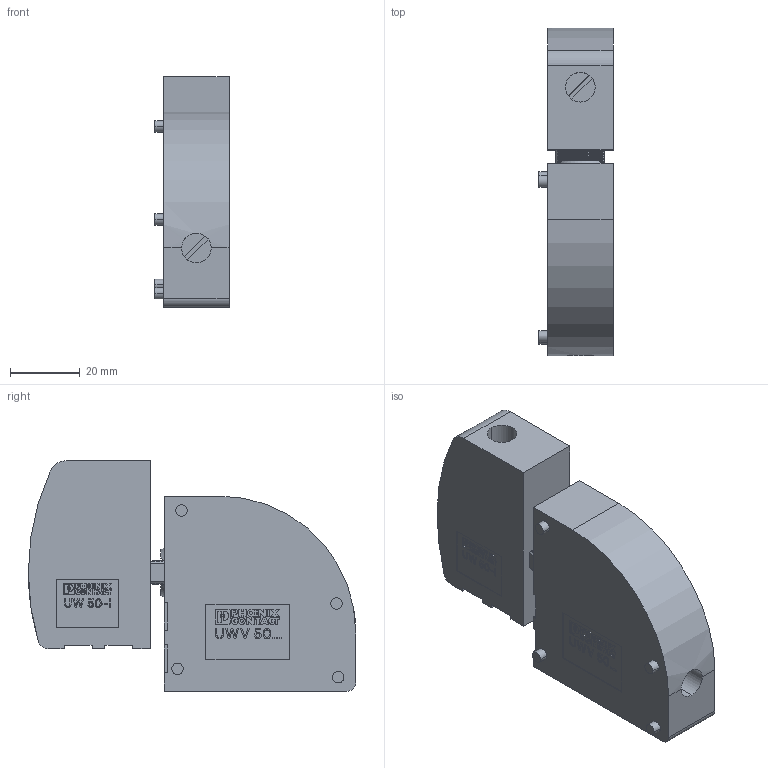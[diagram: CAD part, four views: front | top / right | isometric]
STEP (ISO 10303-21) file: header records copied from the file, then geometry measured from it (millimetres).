
FILE_DESCRIPTION(('Creo Elements/Direct Modeling STEP Export'),'2;1');
FILE_NAME('model.stp','2019-02-26T 0:04:36',(''),(''),'Creo Elements/Direct Modeling STEP processor for AP214 (Solid Model)','Creo Elements/Direct Modeling 20.1A 29-Sep-2018 (C) Parametric Technology GmbH','');
FILE_SCHEMA(('AUTOMOTIVE_DESIGN { 1 0 10303 214 1 1 1 1 }'));
Length unit declared in the file: millimetre
Products named in the file (3): UWV_50_S-A-select; UW_50-I-select; UWV_50_S-select
Assembly tree (2 placements, depth 2):
  UWV_50_S-select
    UW_50-I-select
    UWV_50_S-A-select
Bounding box: 21.3 x 94 x 66.15 mm (x, y, z)
Volume: 78598.8 mm3; surface area: 22660.9 mm2
Topology: 2 solids, 2 shells, 1451 faces, 3941 edges, 2628 vertices
Faces by surface type: plane 1135, cylinder 244, extrusion 66, cone 4, torus 2
Entity records: 58921 total; most frequent: CARTESIAN_POINT 11353, ORIENTED_EDGE 7882, DIRECTION 6668, EDGE_CURVE 3941, VECTOR 3242, LINE 3176, VERTEX_POINT 2628, AXIS2_PLACEMENT_3D 1713
